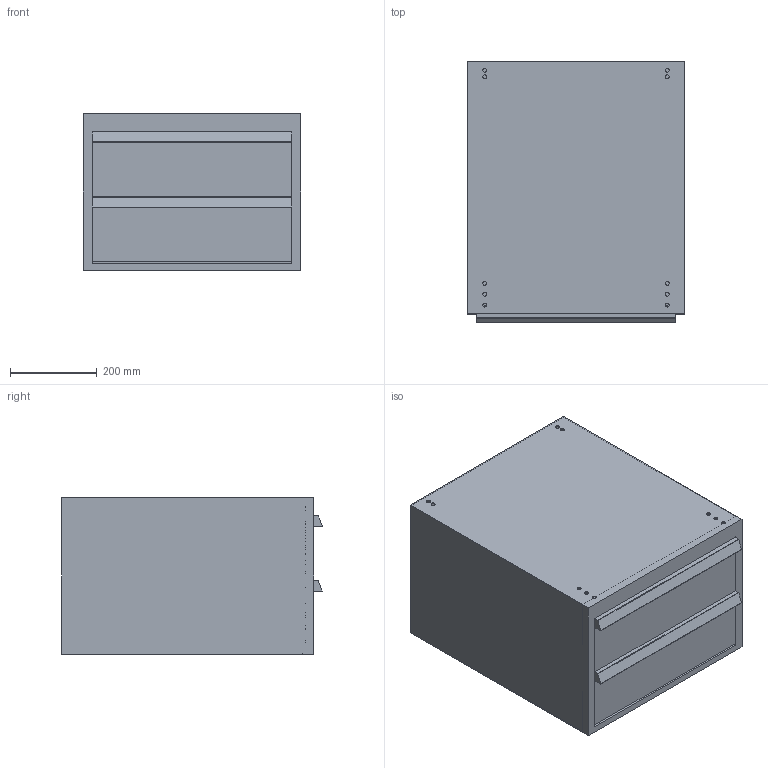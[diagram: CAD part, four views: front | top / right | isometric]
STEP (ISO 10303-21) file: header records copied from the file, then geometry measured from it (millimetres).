
FILE_DESCRIPTION(/* description */ ('Schubfach-Unterschrank, Schubfach 150/150'),/* implementation_level */ '2;1');
FILE_NAME(/* name */ 'ZEI_CAD_320810-2-REV00_#SALL_#AIN_#V1.step',/* time_stamp */ '2022-09-15T22:42:36+02:00',/* author */ ('MiniTec'),/* organization */ ('MiniTec GmbH & Co.KG'),/* preprocessor_version */ 'ST-DEVELOPER v18.1',/* originating_system */ 'Autodesk Inventor 2021',/* authorisation */ '');
FILE_SCHEMA (('CONFIG_CONTROL_DESIGN'));
Length unit declared in the file: millimetre
Products named in the file (1): leer
Bounding box: 500 x 599.52 x 360 mm (x, y, z)
Volume: 4090486.4 mm3; surface area: 2722213.7 mm2
Topology: 2 solids, 2 shells, 44 faces, 118 edges, 78 vertices
Faces by surface type: plane 30, cylinder 14
Full cylindrical faces by diameter (mm): 9 x10
Entity records: 1495 total; most frequent: CARTESIAN_POINT 241, DIRECTION 238, ORIENTED_EDGE 236, EDGE_CURVE 118, LINE 88, VECTOR 88, VERTEX_POINT 78, AXIS2_PLACEMENT_3D 75
